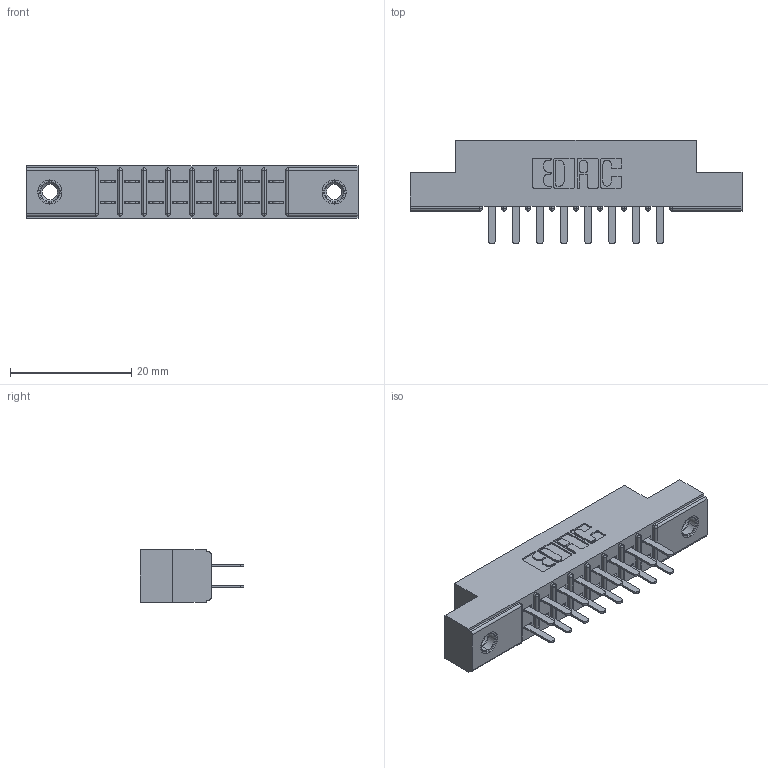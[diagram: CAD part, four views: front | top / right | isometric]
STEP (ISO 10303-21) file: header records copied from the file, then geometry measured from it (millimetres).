
FILE_DESCRIPTION (( 'STEP AP203' ), '1' );
FILE_NAME ('355-016-520-507.STEP', '2019-09-11T01:58:00', ( '' ), ( '' ), 'SwSTEP 2.0', 'SolidWorks 2016', '' );
FILE_SCHEMA (( 'CONFIG_CONTROL_DESIGN' ));
Length unit declared in the file: inch
Products named in the file (4): 305-290-001_520; 355-016-520-507; 305 Part_.156 Dia; 345-250-001_345-250-005-103
Assembly tree (19 placements, depth 2):
  355-016-520-507
    305 Part_.156 Dia
    305-290-001_520  x16
    345-250-001_345-250-005-103  x2
Bounding box: 54.71 x 17.09 x 8.71 mm (x, y, z)
Volume: 3319 mm3; surface area: 5768.2 mm2
Topology: 19 solids, 19 shells, 912 faces, 2556 edges, 1652 vertices
Faces by surface type: plane 532, cylinder 332, sphere 32, cone 12, torus 4
Entity records: 13866 total; most frequent: CARTESIAN_POINT 2277, ORIENTED_EDGE 2248, DIRECTION 2240, EDGE_CURVE 1124, LINE 870, VECTOR 870, VERTEX_POINT 722, AXIS2_PLACEMENT_3D 685
